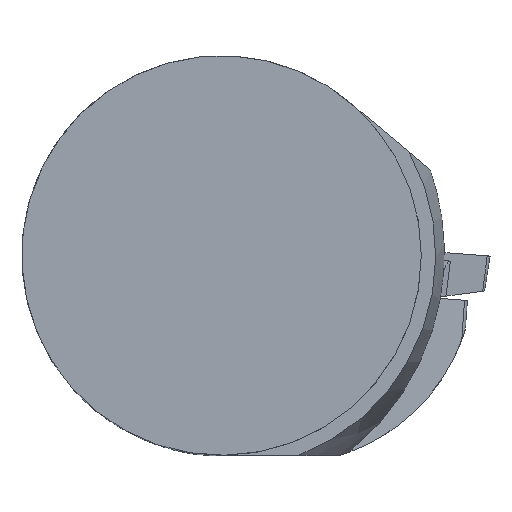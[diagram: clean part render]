
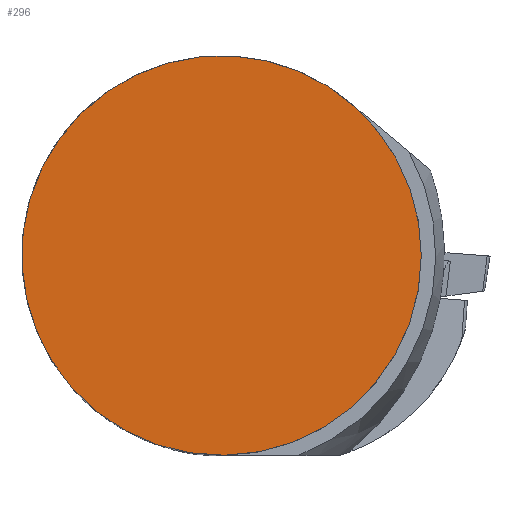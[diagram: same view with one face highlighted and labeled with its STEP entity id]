
A CAD part, top view. The second image highlights one B-rep face of the part: STEP entity #296.
In plain terms, the highlighted planar face has unit normal (0, 0, 1).
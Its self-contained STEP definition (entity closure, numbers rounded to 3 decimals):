
#152=PLANE('',#1741);
#219=FACE_OUTER_BOUND('',#426,.T.);
#296=ADVANCED_FACE('',(#219),#152,.T.);
#426=EDGE_LOOP('',(#847));
#492=CIRCLE('',#1655,20.);
#847=ORIENTED_EDGE('',*,*,#1131,.F.);
#993=VERTEX_POINT('',#2333);
#1131=EDGE_CURVE('',#993,#993,#492,.T.);
#1655=AXIS2_PLACEMENT_3D('',#2332,#1826,#1827);
#1741=AXIS2_PLACEMENT_3D('',#2703,#2086,#2087);
#1826=DIRECTION('',(0.,0.,-1.));
#1827=DIRECTION('',(1.,0.,0.));
#2086=DIRECTION('',(0.,0.,1.));
#2087=DIRECTION('',(1.,0.,0.));
#2332=CARTESIAN_POINT('',(0.,0.,0.));
#2333=CARTESIAN_POINT('',(20.,0.,0.));
#2703=CARTESIAN_POINT('',(0.,0.,0.));
